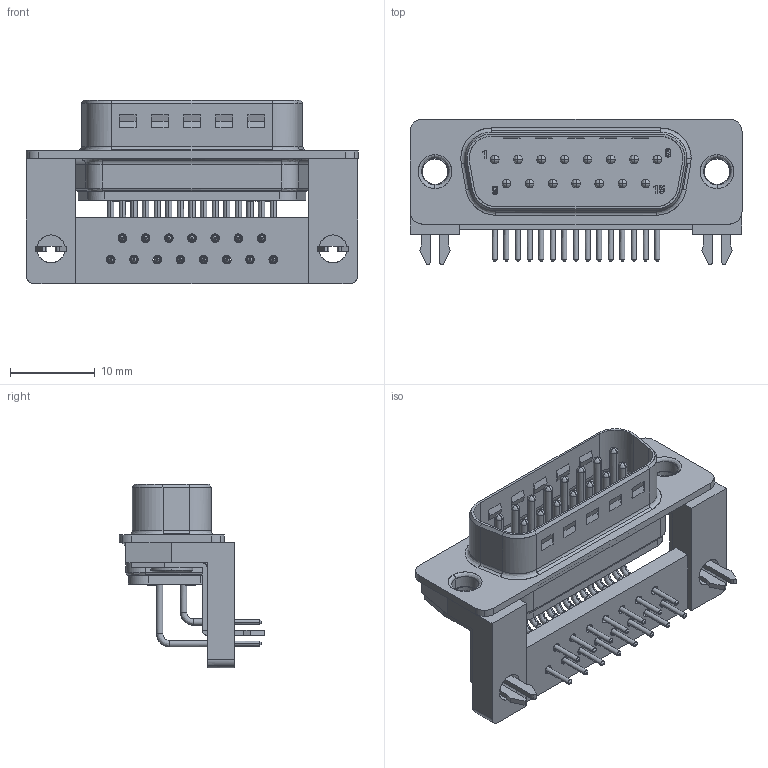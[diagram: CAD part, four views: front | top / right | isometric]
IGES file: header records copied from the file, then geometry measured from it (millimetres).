
Start section: Comment
Global section: file name: 212112013.igs; native system:  By UGS Corp.; preprocessor: XPlus GENERIC/IGES 3.0; author: Author; organization: Title; date: 20080910.091735; units: inch
Bounding box: 39.2 x 17.2 x 21.7 mm (x, y, z)
Surface area: 6115.3 mm2 (no closed solid volume)
Topology: 0 solids, 0 shells, 3033 faces, 14998 edges, 14938 vertices
Faces by surface type: bspline 3033
